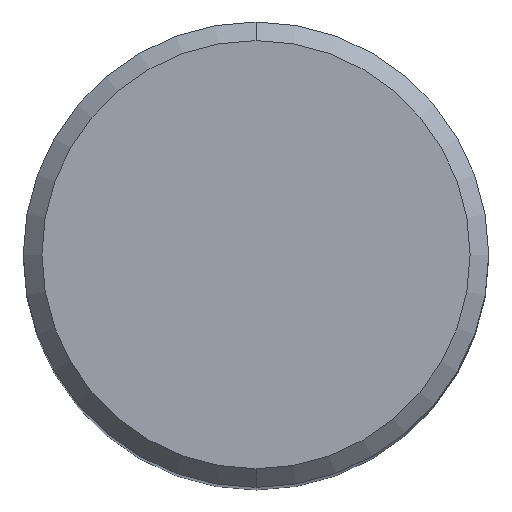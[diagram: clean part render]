
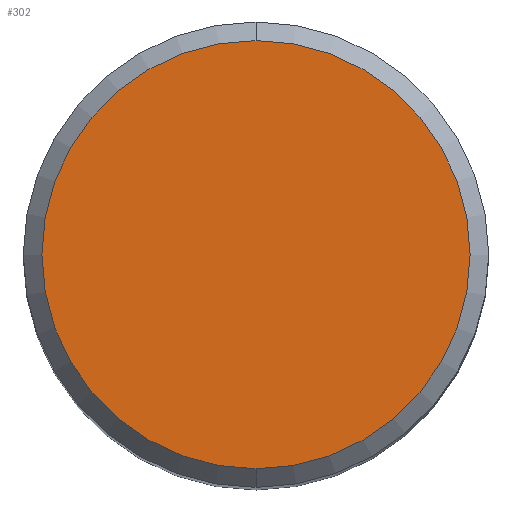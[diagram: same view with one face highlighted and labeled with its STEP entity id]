
A CAD part, top view. The second image highlights one B-rep face of the part: STEP entity #302.
In plain terms, the highlighted planar face has unit normal (0, 0, 1).
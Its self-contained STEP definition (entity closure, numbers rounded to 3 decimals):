
#182=EDGE_CURVE('',#304,#240,#398,.T.);
#240=VERTEX_POINT('',#466);
#302=ADVANCED_FACE('',(#534),#535,.T.);
#304=VERTEX_POINT('',#537);
#306=EDGE_CURVE('',#240,#304,#539,.T.);
#398=CIRCLE('',#646,11.5);
#466=CARTESIAN_POINT('',(0.0,11.5,0.0));
#534=FACE_OUTER_BOUND('',#822,.T.);
#535=PLANE('',#823);
#537=CARTESIAN_POINT('',(0.,-11.5,0.0));
#539=CIRCLE('',#828,11.5);
#646=AXIS2_PLACEMENT_3D('',#912,#913,#914);
#822=EDGE_LOOP('',(#1107,#1108));
#823=AXIS2_PLACEMENT_3D('',#1109,#1110,#1111);
#828=AXIS2_PLACEMENT_3D('',#1112,#1113,#1114);
#912=CARTESIAN_POINT('',(0.0,0.0,0.0));
#913=DIRECTION('',(0.0,0.0,-1.0));
#914=DIRECTION('',(0.0,1.0,0.0));
#1107=ORIENTED_EDGE('',*,*,#306,.F.);
#1108=ORIENTED_EDGE('',*,*,#182,.F.);
#1109=CARTESIAN_POINT('',(0.0,5.75,0.0));
#1110=DIRECTION('',(-0.0,0.0,1.0));
#1111=DIRECTION('',(0.0,-1.0,0.0));
#1112=CARTESIAN_POINT('',(0.0,0.0,0.0));
#1113=DIRECTION('',(0.0,0.0,-1.0));
#1114=DIRECTION('',(0.0,1.0,0.0));
